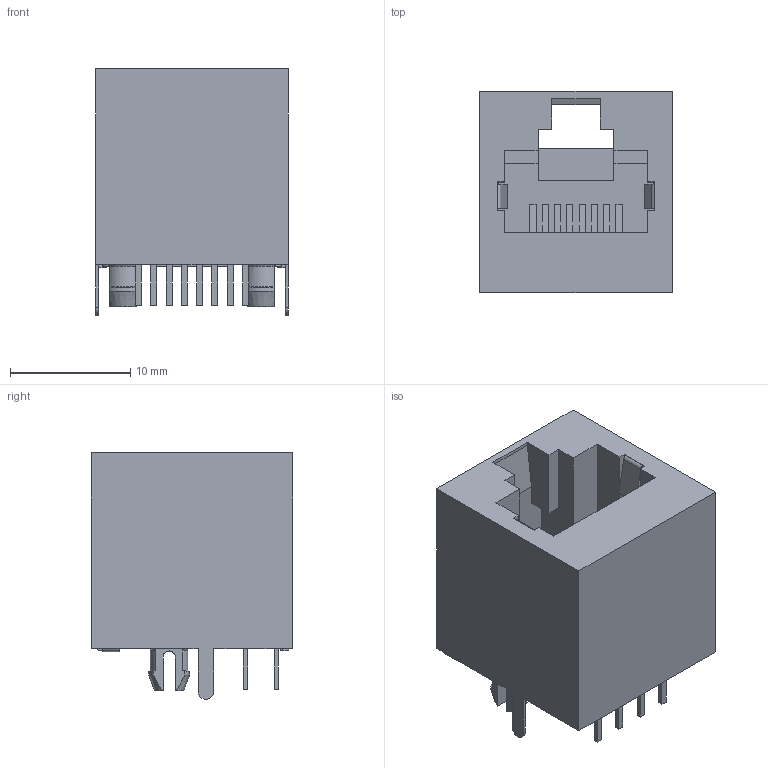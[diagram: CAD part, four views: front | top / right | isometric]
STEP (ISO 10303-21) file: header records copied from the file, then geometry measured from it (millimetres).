
FILE_DESCRIPTION(('CATIA V5 STEP Exchange','CAx-IF Rec.Pracs.--- Model Styling and Organization---1.4--- 2014-01-23'),'2;1');
FILE_NAME ('547760-1_0_2634590000_2634590000.stp','2023-05-23T12:12:07+00:00',('none'),('Weidmueller'),'CATIA Version 5-6 Release 2016 SP3 HF44','CATIA V5 STEP AP214','none');
FILE_SCHEMA(('AUTOMOTIVE_DESIGN { 1 0 10303 214 1 1 1 1 }'));
Length unit declared in the file: millimetre
Products named in the file (1): 2634590000
Bounding box: 16 x 16.7 x 20.45 mm (x, y, z)
Volume: 3081.8 mm3; surface area: 3357.9 mm2
Topology: 1 solids, 13 shells, 310 faces, 790 edges, 530 vertices
Faces by surface type: plane 262, cylinder 36, cone 8, bspline 4
Entity records: 9698 total; most frequent: CARTESIAN_POINT 2050, ORIENTED_EDGE 1580, DIRECTION 1329, EDGE_CURVE 790, VECTOR 686, LINE 686, VERTEX_POINT 530, AXIS2_PLACEMENT_3D 346
